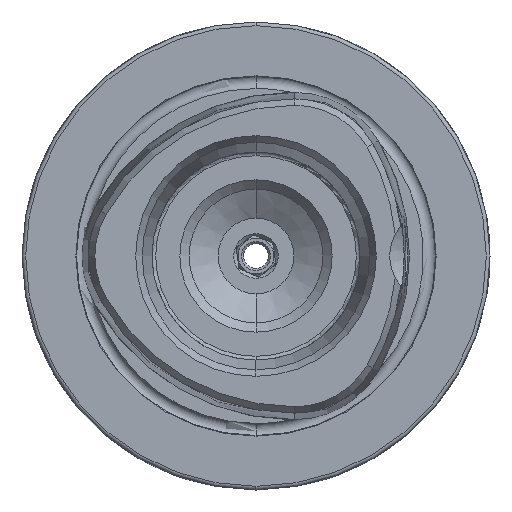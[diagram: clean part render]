
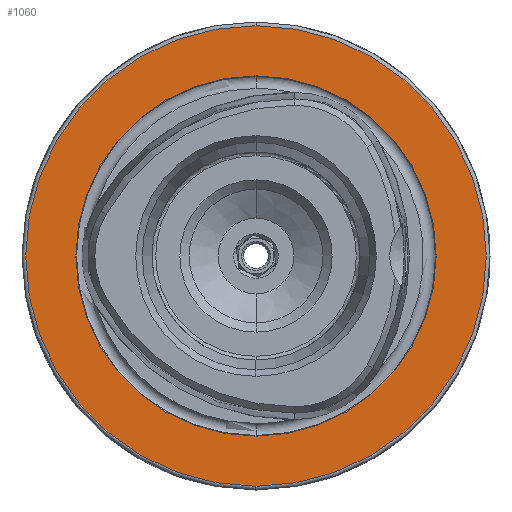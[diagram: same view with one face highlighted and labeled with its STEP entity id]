
A CAD part, left-side view. The second image highlights one B-rep face of the part: STEP entity #1060.
In plain terms, the highlighted planar face has unit normal (-1, 0, 0).
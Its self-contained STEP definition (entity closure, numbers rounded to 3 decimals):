
#340 = EDGE_LOOP ( 'NONE', ( #5235, #9414 ) ) ;
#518 = CARTESIAN_POINT ( 'NONE',  ( 0., 0., 0. ) ) ;
#769 = CARTESIAN_POINT ( 'NONE',  ( 0., 0., -24.25 ) ) ;
#1005 = DIRECTION ( 'NONE',  ( -1., 0., 0. ) ) ;
#1060 = ADVANCED_FACE ( 'NONE', ( #9071, #1635 ), #16212, .F. ) ;
#1635 = FACE_OUTER_BOUND ( 'NONE', #340, .T. ) ;
#1737 = CARTESIAN_POINT ( 'NONE',  ( 0., 0., 31. ) ) ;
#2637 = AXIS2_PLACEMENT_3D ( 'NONE', #9907, #1005, #13004 ) ;
#3589 = DIRECTION ( 'NONE',  ( -1., 0., 0. ) ) ;
#3758 = CIRCLE ( 'NONE', #16811, 24.25 ) ;
#5235 = ORIENTED_EDGE ( 'NONE', *, *, #11779, .T. ) ;
#5852 = CARTESIAN_POINT ( 'NONE',  ( 0., 24.25, 0. ) ) ;
#5995 = AXIS2_PLACEMENT_3D ( 'NONE', #5852, #13432, #19347 ) ;
#6005 = CIRCLE ( 'NONE', #15445, 24.25 ) ;
#6772 = DIRECTION ( 'NONE',  ( 0., 0., 1. ) ) ;
#6958 = DIRECTION ( 'NONE',  ( -1., 0., 0. ) ) ;
#7490 = CARTESIAN_POINT ( 'NONE',  ( 0., 0., 0. ) ) ;
#7875 = EDGE_CURVE ( 'NONE', #11557, #11087, #3758, .T. ) ;
#8810 = CIRCLE ( 'NONE', #2637, 31. ) ;
#9071 = FACE_BOUND ( 'NONE', #13885, .T. ) ;
#9414 = ORIENTED_EDGE ( 'NONE', *, *, #13066, .T. ) ;
#9907 = CARTESIAN_POINT ( 'NONE',  ( 0., 0., 0. ) ) ;
#10048 = ORIENTED_EDGE ( 'NONE', *, *, #15341, .F. ) ;
#10107 = DIRECTION ( 'NONE',  ( 0., 0., 1. ) ) ;
#10886 = ORIENTED_EDGE ( 'NONE', *, *, #7875, .F. ) ;
#10955 = DIRECTION ( 'NONE',  ( 0., 0., 1. ) ) ;
#11087 = VERTEX_POINT ( 'NONE', #769 ) ;
#11523 = AXIS2_PLACEMENT_3D ( 'NONE', #7490, #14421, #10107 ) ;
#11557 = VERTEX_POINT ( 'NONE', #16890 ) ;
#11779 = EDGE_CURVE ( 'NONE', #13911, #14606, #17279, .T. ) ;
#13004 = DIRECTION ( 'NONE',  ( 0., 0., 1. ) ) ;
#13066 = EDGE_CURVE ( 'NONE', #14606, #13911, #8810, .T. ) ;
#13432 = DIRECTION ( 'NONE',  ( 1., 0., 0. ) ) ;
#13885 = EDGE_LOOP ( 'NONE', ( #10886, #10048 ) ) ;
#13911 = VERTEX_POINT ( 'NONE', #1737 ) ;
#14421 = DIRECTION ( 'NONE',  ( -1., 0., 0. ) ) ;
#14606 = VERTEX_POINT ( 'NONE', #15791 ) ;
#15341 = EDGE_CURVE ( 'NONE', #11087, #11557, #6005, .T. ) ;
#15445 = AXIS2_PLACEMENT_3D ( 'NONE', #518, #3589, #10955 ) ;
#15791 = CARTESIAN_POINT ( 'NONE',  ( 0., 0., -31. ) ) ;
#16212 = PLANE ( 'NONE',  #5995 ) ;
#16811 = AXIS2_PLACEMENT_3D ( 'NONE', #18916, #6958, #6772 ) ;
#16890 = CARTESIAN_POINT ( 'NONE',  ( 0., 0., 24.25 ) ) ;
#17279 = CIRCLE ( 'NONE', #11523, 31. ) ;
#18916 = CARTESIAN_POINT ( 'NONE',  ( 0., 0., 0. ) ) ;
#19347 = DIRECTION ( 'NONE',  ( 0., 0., -1. ) ) ;
